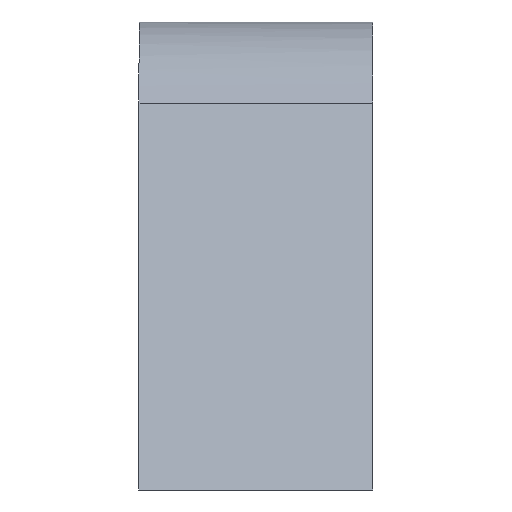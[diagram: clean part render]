
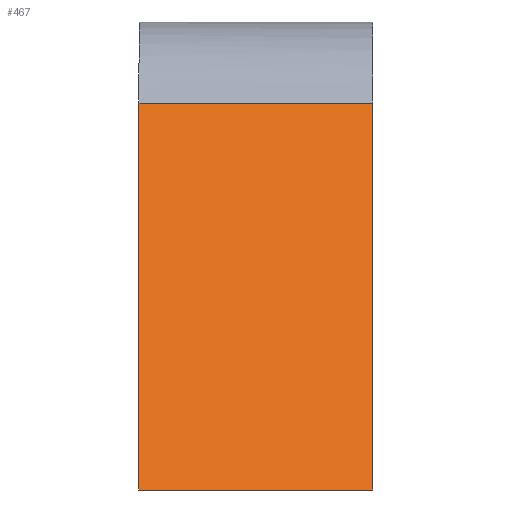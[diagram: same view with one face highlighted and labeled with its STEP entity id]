
A CAD part, left-side view. The second image highlights one B-rep face of the part: STEP entity #467.
In plain terms, the highlighted planar face has unit normal (-0.906, 0, 0.423).
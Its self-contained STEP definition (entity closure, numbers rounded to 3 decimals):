
#3 = EDGE_CURVE ( 'NONE', #34, #167, #335, .T. ) ;
#25 = EDGE_CURVE ( 'NONE', #167, #251, #325, .T. ) ;
#29 = LINE ( 'NONE', #342, #727 ) ;
#30 = CARTESIAN_POINT ( 'NONE',  ( -225.512, 17.5, 57.875 ) ) ;
#34 = VERTEX_POINT ( 'NONE', #614 ) ;
#61 = EDGE_CURVE ( 'NONE', #464, #251, #29, .T. ) ;
#68 = DIRECTION ( 'NONE',  ( 0.423, 0., 0.906 ) ) ;
#167 = VERTEX_POINT ( 'NONE', #30 ) ;
#180 = CARTESIAN_POINT ( 'NONE',  ( -225.512, 17.5, 57.875 ) ) ;
#188 = ORIENTED_EDGE ( 'NONE', *, *, #61, .T. ) ;
#205 = EDGE_LOOP ( 'NONE', ( #188, #374, #266, #281 ) ) ;
#251 = VERTEX_POINT ( 'NONE', #495 ) ;
#253 = LINE ( 'NONE', #570, #566 ) ;
#262 = VECTOR ( 'NONE', #323, 1000. ) ;
#266 = ORIENTED_EDGE ( 'NONE', *, *, #3, .F. ) ;
#277 = CARTESIAN_POINT ( 'NONE',  ( -252.5, 17.5, 0. ) ) ;
#281 = ORIENTED_EDGE ( 'NONE', *, *, #483, .T. ) ;
#290 = FACE_OUTER_BOUND ( 'NONE', #205, .T. ) ;
#292 = DIRECTION ( 'NONE',  ( 0., -1., 0. ) ) ;
#323 = DIRECTION ( 'NONE',  ( 0.423, 0., 0.906 ) ) ;
#325 = LINE ( 'NONE', #180, #511 ) ;
#335 = LINE ( 'NONE', #277, #262 ) ;
#342 = CARTESIAN_POINT ( 'NONE',  ( -252.5, -17.5, 0. ) ) ;
#374 = ORIENTED_EDGE ( 'NONE', *, *, #25, .F. ) ;
#464 = VERTEX_POINT ( 'NONE', #728 ) ;
#467 = ADVANCED_FACE ( 'NONE', ( #290 ), #716, .F. ) ;
#483 = EDGE_CURVE ( 'NONE', #34, #464, #253, .T. ) ;
#495 = CARTESIAN_POINT ( 'NONE',  ( -225.512, -17.5, 57.875 ) ) ;
#511 = VECTOR ( 'NONE', #292, 1000. ) ;
#565 = DIRECTION ( 'NONE',  ( 0., -1., 0. ) ) ;
#566 = VECTOR ( 'NONE', #565, 1000. ) ;
#570 = CARTESIAN_POINT ( 'NONE',  ( -252.5, 17.5, 0. ) ) ;
#614 = CARTESIAN_POINT ( 'NONE',  ( -252.5, 17.5, 0. ) ) ;
#679 = DIRECTION ( 'NONE',  ( -0.423, 0., -0.906 ) ) ;
#716 = PLANE ( 'NONE',  #776 ) ;
#723 = CARTESIAN_POINT ( 'NONE',  ( -252.5, 17.5, 0. ) ) ;
#727 = VECTOR ( 'NONE', #68, 1000. ) ;
#728 = CARTESIAN_POINT ( 'NONE',  ( -252.5, -17.5, 0. ) ) ;
#733 = DIRECTION ( 'NONE',  ( 0.906, 0., -0.423 ) ) ;
#776 = AXIS2_PLACEMENT_3D ( 'NONE', #723, #733, #679 ) ;
